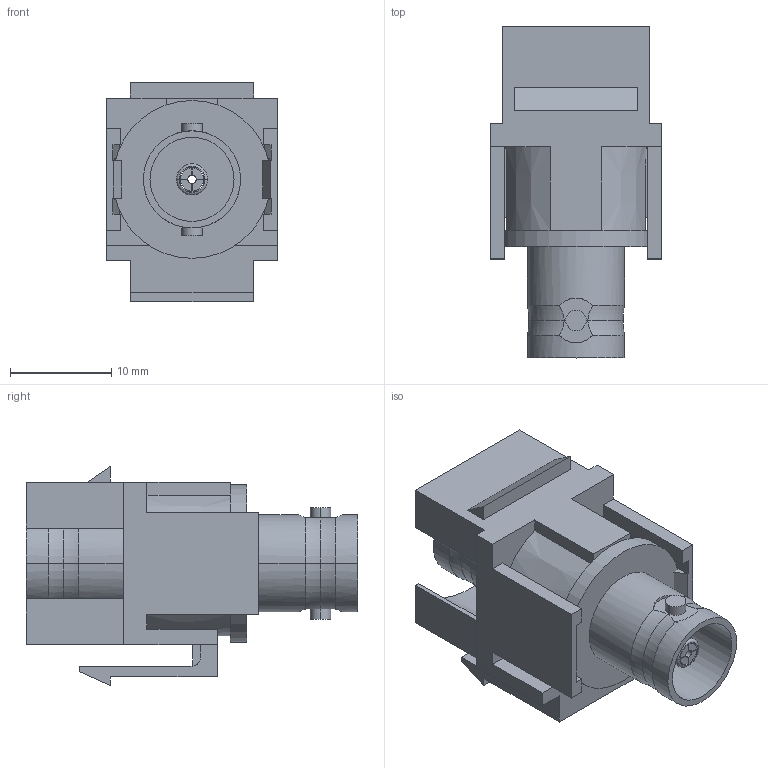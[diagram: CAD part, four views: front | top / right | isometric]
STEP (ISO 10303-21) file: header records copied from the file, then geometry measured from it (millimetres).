
FILE_DESCRIPTION (( 'STEP AP214' ), '1' );
FILE_NAME ('MJSCPBNC75-WT.STEP', '2019-02-07T18:58:05', ( '' ), ( '' ), 'SwSTEP 2.0', 'SolidWorks 2017', '' );
FILE_SCHEMA (( 'AUTOMOTIVE_DESIGN' ));
Length unit declared in the file: inch
Products named in the file (3): 1AK02-001; 1AK05-001; MJSCPBNC75-WT
Assembly tree (2 placements, depth 2):
  MJSCPBNC75-WT
    1AK05-001
    1AK02-001
Bounding box: 16.89 x 32.8 x 21.69 mm (x, y, z)
Volume: 3781.2 mm3; surface area: 6017.9 mm2
Topology: 3 solids, 3 shells, 306 faces, 804 edges, 510 vertices
Faces by surface type: plane 155, cylinder 74, cone 61, torus 16
Entity records: 10236 total; most frequent: CARTESIAN_POINT 2203, ORIENTED_EDGE 1608, DIRECTION 1587, EDGE_CURVE 804, AXIS2_PLACEMENT_3D 566, VERTEX_POINT 510, LINE 455, VECTOR 455
